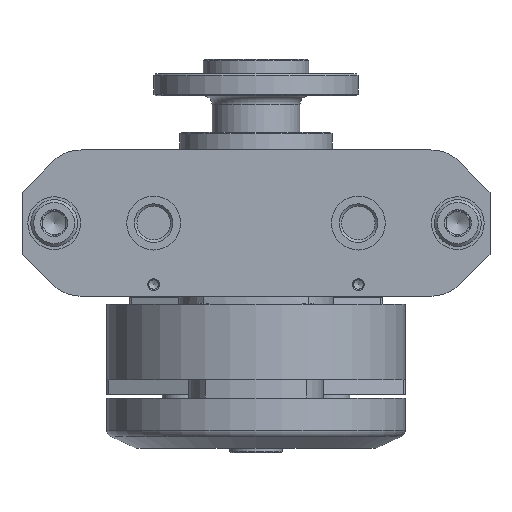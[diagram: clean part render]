
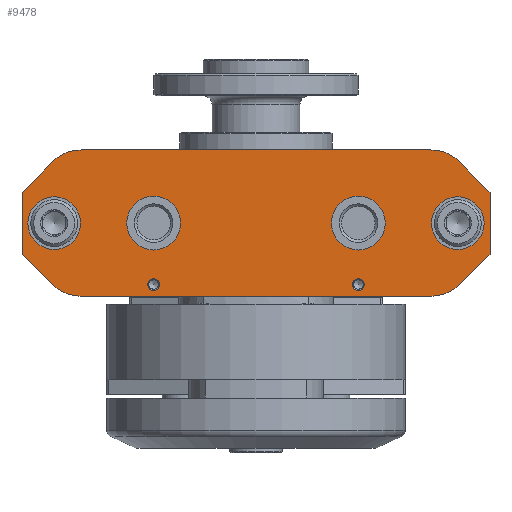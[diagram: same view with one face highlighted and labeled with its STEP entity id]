
A CAD part, front view. The second image highlights one B-rep face of the part: STEP entity #9478.
In plain terms, the highlighted planar face has unit normal (0, -1, 0).
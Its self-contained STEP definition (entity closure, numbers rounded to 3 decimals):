
#478=LINE('',#13730,#1057);
#609=LINE('',#14259,#1188);
#611=LINE('',#14263,#1190);
#616=LINE('',#14276,#1195);
#621=LINE('',#14291,#1200);
#623=LINE('',#14295,#1202);
#625=LINE('',#14299,#1204);
#628=LINE('',#14309,#1207);
#1057=VECTOR('',#11070,1000.);
#1188=VECTOR('',#11481,1000.);
#1190=VECTOR('',#11485,1000.);
#1195=VECTOR('',#11498,1000.);
#1200=VECTOR('',#11513,1000.);
#1202=VECTOR('',#11517,1000.);
#1204=VECTOR('',#11521,1000.);
#1207=VECTOR('',#11534,1000.);
#2143=ORIENTED_EDGE('',*,*,#4167,.F.);
#2144=ORIENTED_EDGE('',*,*,#4168,.F.);
#2145=ORIENTED_EDGE('',*,*,#4169,.F.);
#2146=ORIENTED_EDGE('',*,*,#4170,.F.);
#2147=ORIENTED_EDGE('',*,*,#4171,.F.);
#2148=ORIENTED_EDGE('',*,*,#4172,.F.);
#2149=ORIENTED_EDGE('',*,*,#4140,.F.);
#2150=ORIENTED_EDGE('',*,*,#4166,.F.);
#2151=ORIENTED_EDGE('',*,*,#4164,.F.);
#2152=ORIENTED_EDGE('',*,*,#3924,.F.);
#2153=ORIENTED_EDGE('',*,*,#4163,.F.);
#2154=ORIENTED_EDGE('',*,*,#4161,.F.);
#2155=ORIENTED_EDGE('',*,*,#4159,.F.);
#2156=ORIENTED_EDGE('',*,*,#4157,.F.);
#2157=ORIENTED_EDGE('',*,*,#4155,.F.);
#2158=ORIENTED_EDGE('',*,*,#4149,.F.);
#2159=ORIENTED_EDGE('',*,*,#4144,.F.);
#2160=ORIENTED_EDGE('',*,*,#4142,.F.);
#3924=EDGE_CURVE('',#5028,#5029,#478,.T.);
#4140=EDGE_CURVE('',#5164,#5165,#609,.T.);
#4142=EDGE_CURVE('',#5165,#5166,#611,.T.);
#4144=EDGE_CURVE('',#5166,#5167,#5793,.T.);
#4149=EDGE_CURVE('',#5167,#5170,#616,.T.);
#4155=EDGE_CURVE('',#5170,#5174,#5797,.T.);
#4157=EDGE_CURVE('',#5174,#5175,#621,.T.);
#4159=EDGE_CURVE('',#5175,#5176,#623,.T.);
#4161=EDGE_CURVE('',#5176,#5177,#625,.T.);
#4163=EDGE_CURVE('',#5177,#5028,#5798,.T.);
#4164=EDGE_CURVE('',#5029,#5178,#5799,.T.);
#4166=EDGE_CURVE('',#5178,#5164,#628,.T.);
#4167=EDGE_CURVE('',#5179,#5179,#5800,.T.);
#4168=EDGE_CURVE('',#5180,#5180,#5801,.T.);
#4169=EDGE_CURVE('',#5181,#5181,#5802,.T.);
#4170=EDGE_CURVE('',#5182,#5182,#5803,.T.);
#4171=EDGE_CURVE('',#5183,#5183,#5804,.T.);
#4172=EDGE_CURVE('',#5184,#5184,#5805,.T.);
#5028=VERTEX_POINT('',#13729);
#5029=VERTEX_POINT('',#13731);
#5164=VERTEX_POINT('',#14258);
#5165=VERTEX_POINT('',#14260);
#5166=VERTEX_POINT('',#14264);
#5167=VERTEX_POINT('',#14268);
#5170=VERTEX_POINT('',#14277);
#5174=VERTEX_POINT('',#14288);
#5175=VERTEX_POINT('',#14292);
#5176=VERTEX_POINT('',#14296);
#5177=VERTEX_POINT('',#14300);
#5178=VERTEX_POINT('',#14306);
#5179=VERTEX_POINT('',#14312);
#5180=VERTEX_POINT('',#14314);
#5181=VERTEX_POINT('',#14316);
#5182=VERTEX_POINT('',#14318);
#5183=VERTEX_POINT('',#14320);
#5184=VERTEX_POINT('',#14322);
#5793=CIRCLE('',#10085,14.);
#5797=CIRCLE('',#10091,14.);
#5798=CIRCLE('',#10096,14.);
#5799=CIRCLE('',#10098,14.);
#5800=CIRCLE('',#10101,9.);
#5801=CIRCLE('',#10102,9.);
#5802=CIRCLE('',#10103,2.);
#5803=CIRCLE('',#10104,2.);
#5804=CIRCLE('',#10105,9.2);
#5805=CIRCLE('',#10106,9.2);
#6280=EDGE_LOOP('',(#2143));
#6281=EDGE_LOOP('',(#2144));
#6282=EDGE_LOOP('',(#2145));
#6283=EDGE_LOOP('',(#2146));
#6284=EDGE_LOOP('',(#2147));
#6285=EDGE_LOOP('',(#2148));
#6286=EDGE_LOOP('',(#2149,#2150,#2151,#2152,#2153,#2154,#2155,#2156,#2157,
#2158,#2159,#2160));
#6968=FACE_BOUND('',#6280,.T.);
#6969=FACE_BOUND('',#6281,.T.);
#6970=FACE_BOUND('',#6282,.T.);
#6971=FACE_BOUND('',#6283,.T.);
#6972=FACE_BOUND('',#6284,.T.);
#6973=FACE_BOUND('',#6285,.T.);
#6974=FACE_BOUND('',#6286,.T.);
#7601=PLANE('',#10100);
#9478=ADVANCED_FACE('',(#6968,#6969,#6970,#6971,#6972,#6973,#6974),#7601,
 .F.);
#10085=AXIS2_PLACEMENT_3D('',#14267,#11489,#11490);
#10091=AXIS2_PLACEMENT_3D('',#14287,#11508,#11509);
#10096=AXIS2_PLACEMENT_3D('',#14303,#11525,#11526);
#10098=AXIS2_PLACEMENT_3D('',#14305,#11529,#11530);
#10100=AXIS2_PLACEMENT_3D('',#14310,#11535,#11536);
#10101=AXIS2_PLACEMENT_3D('',#14311,#11537,#11538);
#10102=AXIS2_PLACEMENT_3D('',#14313,#11539,#11540);
#10103=AXIS2_PLACEMENT_3D('',#14315,#11541,#11542);
#10104=AXIS2_PLACEMENT_3D('',#14317,#11543,#11544);
#10105=AXIS2_PLACEMENT_3D('',#14319,#11545,#11546);
#10106=AXIS2_PLACEMENT_3D('',#14321,#11547,#11548);
#11070=DIRECTION('',(-1.,0.,0.));
#11481=DIRECTION('',(0.,0.,1.));
#11485=DIRECTION('',(0.707,0.,0.707));
#11489=DIRECTION('',(0.,1.,0.));
#11490=DIRECTION('',(1.,0.,0.));
#11498=DIRECTION('',(1.,0.,0.));
#11508=DIRECTION('',(0.,1.,0.));
#11509=DIRECTION('',(1.,0.,0.));
#11513=DIRECTION('',(0.707,0.,-0.707));
#11517=DIRECTION('',(0.,0.,-1.));
#11521=DIRECTION('',(-0.707,0.,-0.707));
#11525=DIRECTION('',(0.,1.,0.));
#11526=DIRECTION('',(1.,0.,0.));
#11529=DIRECTION('',(0.,1.,0.));
#11530=DIRECTION('',(1.,0.,0.));
#11534=DIRECTION('',(-0.707,0.,0.707));
#11535=DIRECTION('',(0.,1.,0.));
#11536=DIRECTION('',(0.,0.,1.));
#11537=DIRECTION('',(0.,-1.,0.));
#11538=DIRECTION('',(0.,0.,-1.));
#11539=DIRECTION('',(0.,-1.,0.));
#11540=DIRECTION('',(0.,0.,-1.));
#11541=DIRECTION('',(0.,-1.,0.));
#11542=DIRECTION('',(0.,0.,-1.));
#11543=DIRECTION('',(0.,-1.,0.));
#11544=DIRECTION('',(0.,0.,-1.));
#11545=DIRECTION('',(0.,-1.,0.));
#11546=DIRECTION('',(0.,0.,-1.));
#11547=DIRECTION('',(0.,-1.,0.));
#11548=DIRECTION('',(0.,0.,-1.));
#13729=CARTESIAN_POINT('',(59.801,-53.,-56.));
#13730=CARTESIAN_POINT('',(59.801,-53.,-56.));
#13731=CARTESIAN_POINT('',(-59.801,-53.,-56.));
#14258=CARTESIAN_POINT('',(-80.,-53.,-41.6));
#14259=CARTESIAN_POINT('',(-80.,-53.,-41.6));
#14260=CARTESIAN_POINT('',(-80.,-53.,-20.4));
#14263=CARTESIAN_POINT('',(-80.,-53.,-20.4));
#14264=CARTESIAN_POINT('',(-69.701,-53.,-10.101));
#14267=CARTESIAN_POINT('',(-59.801,-53.,-20.));
#14268=CARTESIAN_POINT('',(-59.801,-53.,-6.));
#14276=CARTESIAN_POINT('',(-59.801,-53.,-6.));
#14277=CARTESIAN_POINT('',(59.801,-53.,-6.));
#14287=CARTESIAN_POINT('',(59.801,-53.,-20.));
#14288=CARTESIAN_POINT('',(69.701,-53.,-10.101));
#14291=CARTESIAN_POINT('',(69.701,-53.,-10.101));
#14292=CARTESIAN_POINT('',(80.,-53.,-20.4));
#14295=CARTESIAN_POINT('',(80.,-53.,-20.4));
#14296=CARTESIAN_POINT('',(80.,-53.,-41.6));
#14299=CARTESIAN_POINT('',(80.,-53.,-41.6));
#14300=CARTESIAN_POINT('',(69.701,-53.,-51.899));
#14303=CARTESIAN_POINT('',(59.801,-53.,-42.));
#14305=CARTESIAN_POINT('',(-59.801,-53.,-42.));
#14306=CARTESIAN_POINT('',(-69.701,-53.,-51.899));
#14309=CARTESIAN_POINT('',(-69.701,-53.,-51.899));
#14310=CARTESIAN_POINT('',(-59.801,-53.,-20.));
#14311=CARTESIAN_POINT('',(69.,-53.,-31.));
#14312=CARTESIAN_POINT('',(69.,-53.,-40.));
#14313=CARTESIAN_POINT('',(-69.,-53.,-31.));
#14314=CARTESIAN_POINT('',(-69.,-53.,-40.));
#14315=CARTESIAN_POINT('',(35.,-53.,-52.));
#14316=CARTESIAN_POINT('',(35.,-53.,-54.));
#14317=CARTESIAN_POINT('',(-35.,-53.,-52.));
#14318=CARTESIAN_POINT('',(-35.,-53.,-54.));
#14319=CARTESIAN_POINT('',(35.,-53.,-31.));
#14320=CARTESIAN_POINT('',(35.,-53.,-40.2));
#14321=CARTESIAN_POINT('',(-35.,-53.,-31.));
#14322=CARTESIAN_POINT('',(-35.,-53.,-40.2));
